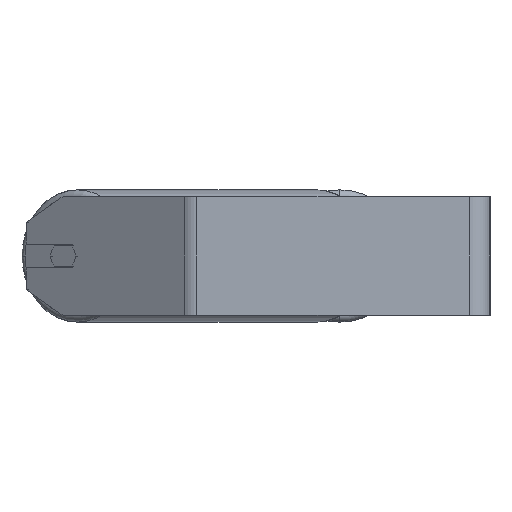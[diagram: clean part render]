
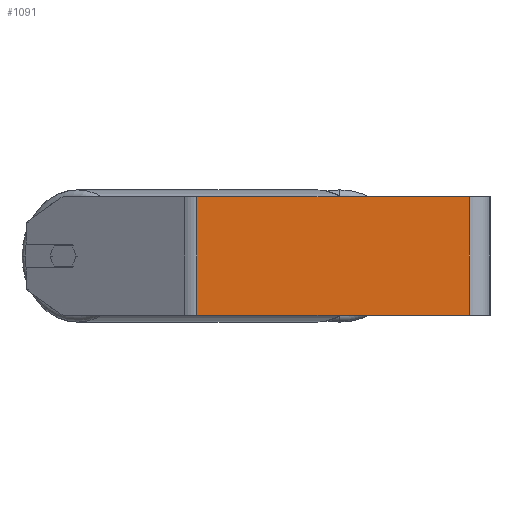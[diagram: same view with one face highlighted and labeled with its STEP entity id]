
A CAD part, left-side view. The second image highlights one B-rep face of the part: STEP entity #1091.
In plain terms, the highlighted planar face has unit normal (-1, 0, 0).
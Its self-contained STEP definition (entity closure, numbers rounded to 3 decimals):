
#480 = VECTOR ( 'NONE', #1411, 1000. ) ;
#481 = EDGE_CURVE ( 'NONE', #6742, #4580, #4613, .T. ) ;
#576 = CARTESIAN_POINT ( 'NONE',  ( -490., 14., 40. ) ) ;
#821 = EDGE_CURVE ( 'NONE', #2531, #4580, #6503, .T. ) ;
#1091 = ADVANCED_FACE ( 'NONE', ( #1513 ), #7730, .F. ) ;
#1411 = DIRECTION ( 'NONE',  ( 0., -1., 0. ) ) ;
#1513 = FACE_OUTER_BOUND ( 'NONE', #4677, .T. ) ;
#1582 = CARTESIAN_POINT ( 'NONE',  ( -490., 197.141, 40. ) ) ;
#1641 = DIRECTION ( 'NONE',  ( 1., 0., 0. ) ) ;
#1866 = DIRECTION ( 'NONE',  ( 0., -1., 0. ) ) ;
#2296 = CARTESIAN_POINT ( 'NONE',  ( -490., 201.555, 40. ) ) ;
#2531 = VERTEX_POINT ( 'NONE', #5727 ) ;
#2640 = CARTESIAN_POINT ( 'NONE',  ( -490., 197.141, 40. ) ) ;
#2778 = LINE ( 'NONE', #4060, #480 ) ;
#3055 = ORIENTED_EDGE ( 'NONE', *, *, #821, .T. ) ;
#3341 = CARTESIAN_POINT ( 'NONE',  ( -490., 14., -40. ) ) ;
#3469 = EDGE_CURVE ( 'NONE', #7168, #2531, #3970, .T. ) ;
#3643 = VECTOR ( 'NONE', #4711, 1000. ) ;
#3970 = LINE ( 'NONE', #2640, #3643 ) ;
#4060 = CARTESIAN_POINT ( 'NONE',  ( -490., 201.555, 40. ) ) ;
#4261 = ORIENTED_EDGE ( 'NONE', *, *, #3469, .T. ) ;
#4580 = VERTEX_POINT ( 'NONE', #3341 ) ;
#4613 = LINE ( 'NONE', #576, #8279 ) ;
#4677 = EDGE_LOOP ( 'NONE', ( #3055, #7466, #7701, #4261 ) ) ;
#4711 = DIRECTION ( 'NONE',  ( 0., 0., -1. ) ) ;
#5046 = DIRECTION ( 'NONE',  ( 0., 0., -1. ) ) ;
#5465 = EDGE_CURVE ( 'NONE', #7168, #6742, #2778, .T. ) ;
#5724 = AXIS2_PLACEMENT_3D ( 'NONE', #2296, #1641, #5046 ) ;
#5727 = CARTESIAN_POINT ( 'NONE',  ( -490., 197.141, -40. ) ) ;
#5934 = DIRECTION ( 'NONE',  ( 0., 0., -1. ) ) ;
#6163 = VECTOR ( 'NONE', #1866, 1000. ) ;
#6503 = LINE ( 'NONE', #8039, #6163 ) ;
#6742 = VERTEX_POINT ( 'NONE', #7018 ) ;
#7018 = CARTESIAN_POINT ( 'NONE',  ( -490., 14., 40. ) ) ;
#7168 = VERTEX_POINT ( 'NONE', #1582 ) ;
#7466 = ORIENTED_EDGE ( 'NONE', *, *, #481, .F. ) ;
#7701 = ORIENTED_EDGE ( 'NONE', *, *, #5465, .F. ) ;
#7730 = PLANE ( 'NONE',  #5724 ) ;
#8039 = CARTESIAN_POINT ( 'NONE',  ( -490., 201.555, -40. ) ) ;
#8279 = VECTOR ( 'NONE', #5934, 1000. ) ;
